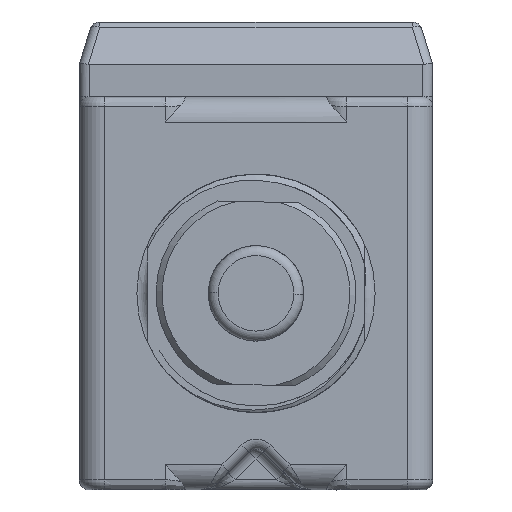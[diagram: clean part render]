
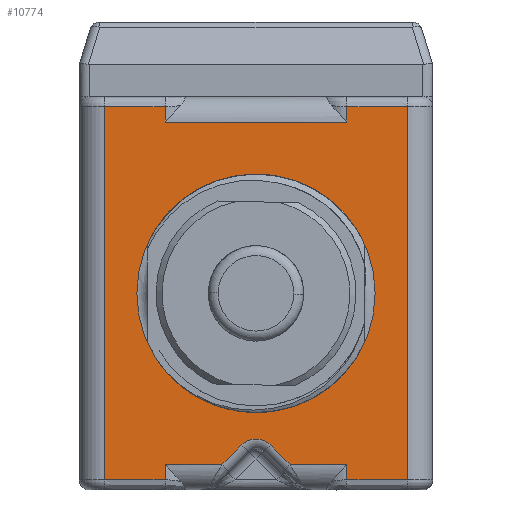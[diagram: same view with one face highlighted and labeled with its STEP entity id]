
A CAD part, front view. The second image highlights one B-rep face of the part: STEP entity #10774.
In plain terms, the highlighted planar face has unit normal (0, -1, 0).
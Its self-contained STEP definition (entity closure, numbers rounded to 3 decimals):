
#1127=DIRECTION('',(1.,0.,0.));
#1128=VECTOR('',#1127,7.142);
#1129=CARTESIAN_POINT('',(4.288,0.,-21.545));
#1130=LINE('',#1129,#1128);
#1135=DIRECTION('',(1.,0.,0.));
#1136=VECTOR('',#1135,7.142);
#1137=CARTESIAN_POINT('',(-11.43,0.,-21.545));
#1138=LINE('',#1137,#1136);
#1163=CARTESIAN_POINT('',(0.,0.,0.));
#1164=DIRECTION('',(0.,-1.,0.));
#1165=DIRECTION('',(0.,0.,-1.));
#1166=AXIS2_PLACEMENT_3D('',#1163,#1164,#1165);
#1168=CARTESIAN_POINT('',(0.,0.,0.));
#1169=DIRECTION('',(0.,-1.,0.));
#1170=DIRECTION('',(0.,0.,1.));
#1171=AXIS2_PLACEMENT_3D('',#1168,#1169,#1170);
#1173=CARTESIAN_POINT('',(-19.045,0.,23.455));
#1174=CARTESIAN_POINT('',(-18.664,0.,23.455));
#1175=CARTESIAN_POINT('',(-17.928,0.,
23.455));
#1176=CARTESIAN_POINT('',(-16.9,0.,
23.455));
#1177=CARTESIAN_POINT('',(-15.941,0.,
23.455));
#1178=CARTESIAN_POINT('',(-15.047,0.,
23.455));
#1179=CARTESIAN_POINT('',(-14.214,0.,
23.455));
#1180=CARTESIAN_POINT('',(-13.437,0.,
23.455));
#1181=CARTESIAN_POINT('',(-12.713,0.,
23.455));
#1182=CARTESIAN_POINT('',(-12.039,0.,
23.456));
#1183=CARTESIAN_POINT('',(-11.627,0.,
23.454));
#1184=CARTESIAN_POINT('',(-11.43,0.,23.455));
#1186=DIRECTION('',(0.,0.,-1.));
#1187=VECTOR('',#1186,1.91);
#1188=CARTESIAN_POINT('',(-11.43,0.,23.455));
#1189=LINE('',#1188,#1187);
#1190=DIRECTION('',(0.,0.,-1.));
#1191=VECTOR('',#1190,1.91);
#1192=CARTESIAN_POINT('',(11.43,0.,23.455));
#1193=LINE('',#1192,#1191);
#1194=CARTESIAN_POINT('',(11.43,0.,23.455));
#1195=CARTESIAN_POINT('',(11.628,0.,23.454));
#1196=CARTESIAN_POINT('',(12.041,0.,
23.456));
#1197=CARTESIAN_POINT('',(12.716,0.,23.455));
#1198=CARTESIAN_POINT('',(13.44,0.,
23.455));
#1199=CARTESIAN_POINT('',(14.217,0.,23.455));
#1200=CARTESIAN_POINT('',(15.051,0.,
23.455));
#1201=CARTESIAN_POINT('',(15.945,0.,
23.455));
#1202=CARTESIAN_POINT('',(16.903,0.,
23.455));
#1203=CARTESIAN_POINT('',(17.93,0.,
23.455));
#1204=CARTESIAN_POINT('',(18.665,0.,23.455));
#1205=CARTESIAN_POINT('',(19.045,0.,23.455));
#1207=CARTESIAN_POINT('',(19.045,0.,-23.455));
#1208=CARTESIAN_POINT('',(18.665,0.,-23.455));
#1209=CARTESIAN_POINT('',(17.93,0.,
-23.455));
#1210=CARTESIAN_POINT('',(16.903,0.,
-23.455));
#1211=CARTESIAN_POINT('',(15.945,0.,
-23.455));
#1212=CARTESIAN_POINT('',(15.051,0.,
-23.455));
#1213=CARTESIAN_POINT('',(14.217,0.,
-23.455));
#1214=CARTESIAN_POINT('',(13.44,0.,
-23.455));
#1215=CARTESIAN_POINT('',(12.716,0.,
-23.455));
#1216=CARTESIAN_POINT('',(12.041,0.,
-23.456));
#1217=CARTESIAN_POINT('',(11.628,0.,
-23.454));
#1218=CARTESIAN_POINT('',(11.43,0.,-23.455));
#1220=DIRECTION('',(0.,0.,-1.));
#1221=VECTOR('',#1220,1.91);
#1222=CARTESIAN_POINT('',(11.43,0.,-21.545));
#1223=LINE('',#1222,#1221);
#1224=DIRECTION('',(0.,0.,-1.));
#1225=VECTOR('',#1224,1.91);
#1226=CARTESIAN_POINT('',(-11.43,0.,-21.545));
#1227=LINE('',#1226,#1225);
#1228=CARTESIAN_POINT('',(-11.43,0.,-23.455));
#1229=CARTESIAN_POINT('',(-11.627,0.,
-23.454));
#1230=CARTESIAN_POINT('',(-12.039,0.,
-23.456));
#1231=CARTESIAN_POINT('',(-12.713,0.,
-23.455));
#1232=CARTESIAN_POINT('',(-13.437,0.,
-23.455));
#1233=CARTESIAN_POINT('',(-14.214,0.,
-23.455));
#1234=CARTESIAN_POINT('',(-15.047,0.,
-23.455));
#1235=CARTESIAN_POINT('',(-15.941,0.,
-23.455));
#1236=CARTESIAN_POINT('',(-16.9,0.,
-23.455));
#1237=CARTESIAN_POINT('',(-17.928,0.,
-23.455));
#1238=CARTESIAN_POINT('',(-18.664,0.,-23.455));
#1239=CARTESIAN_POINT('',(-19.045,0.,-23.455));
#1241=DIRECTION('',(0.,0.,1.));
#1242=VECTOR('',#1241,46.91);
#1243=CARTESIAN_POINT('',(-19.045,0.,-23.455));
#1244=LINE('',#1243,#1242);
#7493=DIRECTION('',(-1.,0.,0.));
#7494=VECTOR('',#7493,22.86);
#7495=CARTESIAN_POINT('',(11.43,0.,21.545));
#7496=LINE('',#7495,#7494);
#7577=DIRECTION('',(0.,0.,1.));
#7578=VECTOR('',#7577,46.91);
#7579=CARTESIAN_POINT('',(19.045,0.,-23.455));
#7580=LINE('',#7579,#7578);
#7581=CARTESIAN_POINT('',(11.43,0.,21.545));
#7719=CARTESIAN_POINT('',(-11.43,0.,-21.545));
#7789=DIRECTION('',(-0.707,0.,0.707));
#7790=VECTOR('',#7789,3.525);
#7791=CARTESIAN_POINT('',(4.288,0.,-21.545));
#7792=LINE('',#7791,#7790);
#7956=CARTESIAN_POINT('',(-4.288,0.,-21.545));
#8023=CARTESIAN_POINT('',(0.,0.,-20.849));
#8024=DIRECTION('',(0.,1.,0.));
#8025=DIRECTION('',(-0.707,0.,0.707));
#8026=AXIS2_PLACEMENT_3D('',#8023,#8024,#8025);
#8028=DIRECTION('',(0.707,0.,0.707));
#8029=VECTOR('',#8028,3.525);
#8030=CARTESIAN_POINT('',(-4.288,0.,-21.545));
#8031=LINE('',#8030,#8029);
#8098=CARTESIAN_POINT('',(0.,0.,-14.985));
#8099=CARTESIAN_POINT('',(0.,0.,14.985));
#8100=VERTEX_POINT('',#8098);
#8101=VERTEX_POINT('',#8099);
#8298=VERTEX_POINT('',#7956);
#8299=CARTESIAN_POINT('',(-1.796,0.,-19.053));
#8300=VERTEX_POINT('',#8299);
#8305=CARTESIAN_POINT('',(1.796,0.,-19.053));
#8306=VERTEX_POINT('',#8305);
#8307=CARTESIAN_POINT('',(4.288,0.,-21.545));
#8308=VERTEX_POINT('',#8307);
#8633=CARTESIAN_POINT('',(19.045,0.,23.455));
#8634=VERTEX_POINT('',#8633);
#8637=VERTEX_POINT('',#1173);
#8638=VERTEX_POINT('',#1184);
#8640=VERTEX_POINT('',#1194);
#8653=CARTESIAN_POINT('',(-19.045,0.,-23.455));
#8654=VERTEX_POINT('',#8653);
#8657=VERTEX_POINT('',#1207);
#8658=VERTEX_POINT('',#1218);
#8660=VERTEX_POINT('',#1228);
#8667=CARTESIAN_POINT('',(-11.43,0.,21.545));
#8668=VERTEX_POINT('',#8667);
#8671=VERTEX_POINT('',#7581);
#8677=VERTEX_POINT('',#7719);
#9099=CARTESIAN_POINT('',(11.43,0.,-21.545));
#9100=VERTEX_POINT('',#9099);
#10733=CARTESIAN_POINT('',(0.,0.,0.));
#10734=DIRECTION('',(0.,1.,0.));
#10735=DIRECTION('',(1.,0.,0.));
#10736=AXIS2_PLACEMENT_3D('',#10733,#10734,#10735);
#10737=PLANE('',#10736);
#10739=ORIENTED_EDGE('',*,*,#10738,.T.);
#10741=ORIENTED_EDGE('',*,*,#10740,.T.);
#10743=ORIENTED_EDGE('',*,*,#10742,.F.);
#10745=ORIENTED_EDGE('',*,*,#10744,.F.);
#10747=ORIENTED_EDGE('',*,*,#10746,.T.);
#10749=ORIENTED_EDGE('',*,*,#10748,.F.);
#10750=ORIENTED_EDGE('',*,*,#10560,.T.);
#10751=ORIENTED_EDGE('',*,*,#10728,.F.);
#10752=ORIENTED_EDGE('',*,*,#10697,.F.);
#10754=ORIENTED_EDGE('',*,*,#10753,.T.);
#10756=ORIENTED_EDGE('',*,*,#10755,.F.);
#10758=ORIENTED_EDGE('',*,*,#10757,.F.);
#10759=ORIENTED_EDGE('',*,*,#10712,.F.);
#10761=ORIENTED_EDGE('',*,*,#10760,.T.);
#10763=ORIENTED_EDGE('',*,*,#10762,.T.);
#10765=ORIENTED_EDGE('',*,*,#10764,.T.);
#10766=EDGE_LOOP('',(#10739,#10741,#10743,#10745,#10747,#10749,#10750,#10751,
#10752,#10754,#10756,#10758,#10759,#10761,#10763,#10765));
#10767=FACE_OUTER_BOUND('',#10766,.F.);
#10769=ORIENTED_EDGE('',*,*,#10768,.T.);
#10771=ORIENTED_EDGE('',*,*,#10770,.T.);
#10772=EDGE_LOOP('',(#10769,#10771));
#10773=FACE_BOUND('',#10772,.F.);
#10774=ADVANCED_FACE('',(#10767,#10773),#10737,.F.);
#1167=CIRCLE('',#1166,14.985);
#1172=CIRCLE('',#1171,14.985);
#1185=B_SPLINE_CURVE_WITH_KNOTS('',3,(#1173,#1174,#1175,#1176,#1177,#1178,#1179,
#1180,#1181,#1182,#1183,#1184),.UNSPECIFIED.,.F.,.F.,(4,1,1,1,1,1,1,1,1,4),
(0.,0.111,0.222,0.333,0.444,
0.556,0.667,0.778,0.889,1.),
.UNSPECIFIED.);
#1206=B_SPLINE_CURVE_WITH_KNOTS('',3,(#1194,#1195,#1196,#1197,#1198,#1199,#1200,
#1201,#1202,#1203,#1204,#1205),.UNSPECIFIED.,.F.,.F.,(4,1,1,1,1,1,1,1,1,4),
(0.,0.111,0.222,0.333,0.444,
0.556,0.667,0.778,0.889,1.),
.UNSPECIFIED.);
#1219=B_SPLINE_CURVE_WITH_KNOTS('',3,(#1207,#1208,#1209,#1210,#1211,#1212,#1213,
#1214,#1215,#1216,#1217,#1218),.UNSPECIFIED.,.F.,.F.,(4,1,1,1,1,1,1,1,1,4),
(0.,0.111,0.222,0.333,0.444,
0.556,0.667,0.778,0.889,1.),
.UNSPECIFIED.);
#1240=B_SPLINE_CURVE_WITH_KNOTS('',3,(#1228,#1229,#1230,#1231,#1232,#1233,#1234,
#1235,#1236,#1237,#1238,#1239),.UNSPECIFIED.,.F.,.F.,(4,1,1,1,1,1,1,1,1,4),
(0.,0.111,0.222,0.333,0.444,
0.556,0.667,0.778,0.889,1.),
.UNSPECIFIED.);
#8027=CIRCLE('',#8026,2.54);
#10560=EDGE_CURVE('',#8657,#8658,#1219,.T.);
#10697=EDGE_CURVE('',#8308,#9100,#1130,.T.);
#10712=EDGE_CURVE('',#8677,#8298,#1138,.T.);
#10728=EDGE_CURVE('',#9100,#8658,#1223,.T.);
#10738=EDGE_CURVE('',#8637,#8638,#1185,.T.);
#10740=EDGE_CURVE('',#8638,#8668,#1189,.T.);
#10742=EDGE_CURVE('',#8671,#8668,#7496,.T.);
#10744=EDGE_CURVE('',#8640,#8671,#1193,.T.);
#10746=EDGE_CURVE('',#8640,#8634,#1206,.T.);
#10748=EDGE_CURVE('',#8657,#8634,#7580,.T.);
#10753=EDGE_CURVE('',#8308,#8306,#7792,.T.);
#10755=EDGE_CURVE('',#8300,#8306,#8027,.T.);
#10757=EDGE_CURVE('',#8298,#8300,#8031,.T.);
#10760=EDGE_CURVE('',#8677,#8660,#1227,.T.);
#10762=EDGE_CURVE('',#8660,#8654,#1240,.T.);
#10764=EDGE_CURVE('',#8654,#8637,#1244,.T.);
#10768=EDGE_CURVE('',#8100,#8101,#1167,.T.);
#10770=EDGE_CURVE('',#8101,#8100,#1172,.T.);
